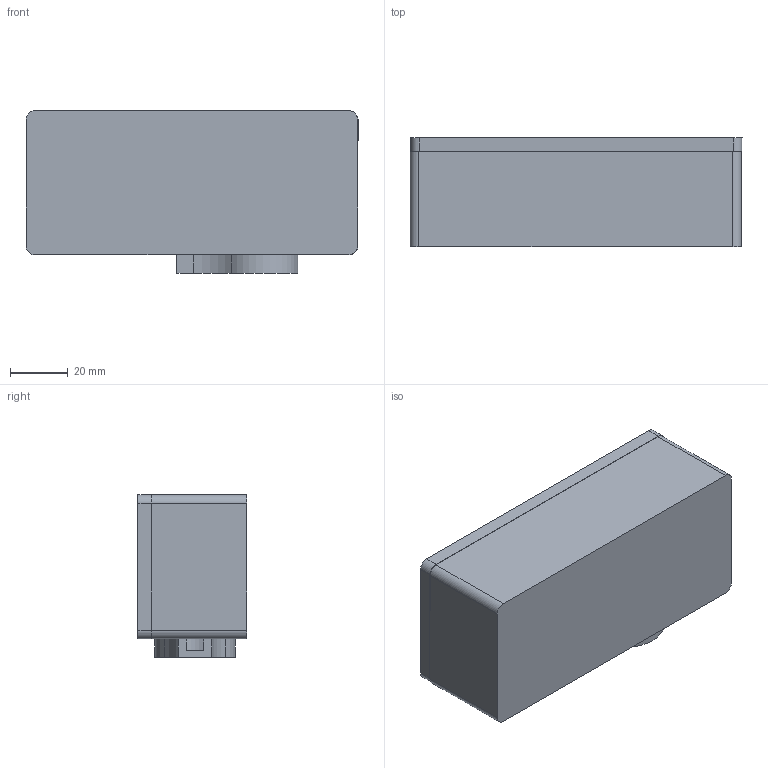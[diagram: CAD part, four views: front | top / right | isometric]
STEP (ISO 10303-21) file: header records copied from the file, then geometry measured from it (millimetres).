
FILE_DESCRIPTION(/* description */ (''),/* implementation_level */ '2;1');
FILE_NAME(/* name */ '4 johancamera mechinal v1.step',/* time_stamp */ '2023-06-17T11:19:42-07:00',/* author */ (''),/* organization */ (''),/* preprocessor_version */ 'ST-DEVELOPER v19.2',/* originating_system */ 'Autodesk Translation Framework v12.6.0.85',/* authorisation */ '');
FILE_SCHEMA (('AUTOMOTIVE_DESIGN { 1 0 10303 214 3 1 1 }'));
Length unit declared in the file: millimetre
Products named in the file (8): camera mechinal; Camera Housing SLA v3; Housing; Camera Strain Relief; Cable Hub; Zero Camera Carrier v2 v7; Zero Camera v2 Carrier; Zero Camera Window
Assembly tree (7 placements, depth 3):
  camera mechinal
    Camera Housing SLA v3
      Housing
    Camera Strain Relief
      Cable Hub
    Zero Camera Carrier v2 v7
      Zero Camera v2 Carrier
    Zero Camera Window
Bounding box: 115.25 x 38.1 x 56.35 mm (x, y, z)
Volume: 136182 mm3; surface area: 74401.4 mm2
Topology: 4 solids, 4 shells, 142 faces, 353 edges, 235 vertices
Faces by surface type: plane 78, cylinder 63, torus 1
Full cylindrical faces by diameter (mm): 1.8 x4, 2.8 x4, 5 x9, 6.35 x4
Entity records: 4527 total; most frequent: DIRECTION 795, CARTESIAN_POINT 745, ORIENTED_EDGE 706, EDGE_CURVE 353, AXIS2_PLACEMENT_3D 285, VERTEX_POINT 235, LINE 225, VECTOR 225
